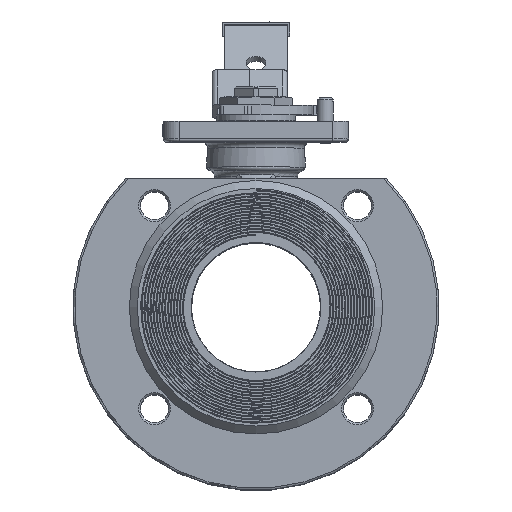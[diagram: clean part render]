
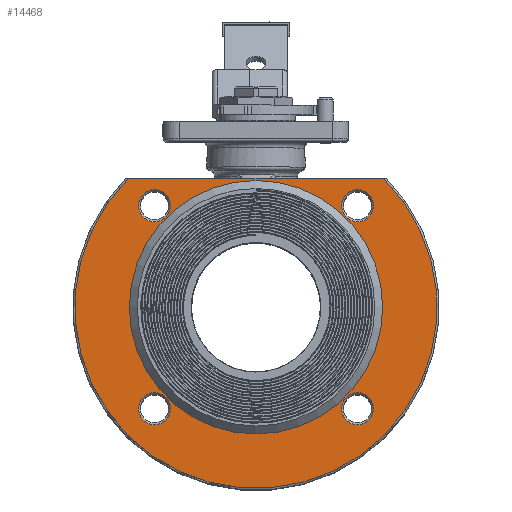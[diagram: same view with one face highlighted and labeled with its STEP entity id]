
A CAD part, top view. The second image highlights one B-rep face of the part: STEP entity #14468.
In plain terms, the highlighted planar face has unit normal (0, 0, 1).
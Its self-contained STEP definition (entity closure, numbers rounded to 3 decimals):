
#248=CIRCLE('',#15417,64.);
#249=CIRCLE('',#15418,91.5);
#250=CIRCLE('',#15419,8.1);
#251=CIRCLE('',#15420,8.1);
#252=CIRCLE('',#15421,8.1);
#253=CIRCLE('',#15422,8.1);
#1200=LINE('',#44534,#2448);
#2448=VECTOR('',#17312,1000.);
#4936=ORIENTED_EDGE('',*,*,#8521,.F.);
#4937=ORIENTED_EDGE('',*,*,#8497,.F.);
#4938=ORIENTED_EDGE('',*,*,#8522,.T.);
#4939=ORIENTED_EDGE('',*,*,#8523,.T.);
#4940=ORIENTED_EDGE('',*,*,#8524,.T.);
#4941=ORIENTED_EDGE('',*,*,#8525,.T.);
#4942=ORIENTED_EDGE('',*,*,#8526,.T.);
#8497=EDGE_CURVE('',#10303,#10304,#1200,.T.);
#8521=EDGE_CURVE('',#10322,#10322,#248,.T.);
#8522=EDGE_CURVE('',#10303,#10304,#249,.T.);
#8523=EDGE_CURVE('',#10323,#10323,#250,.T.);
#8524=EDGE_CURVE('',#10324,#10324,#251,.T.);
#8525=EDGE_CURVE('',#10325,#10325,#252,.T.);
#8526=EDGE_CURVE('',#10326,#10326,#253,.T.);
#10303=VERTEX_POINT('',#44533);
#10304=VERTEX_POINT('',#44535);
#10322=VERTEX_POINT('',#44601);
#10323=VERTEX_POINT('',#44604);
#10324=VERTEX_POINT('',#44606);
#10325=VERTEX_POINT('',#44608);
#10326=VERTEX_POINT('',#44610);
#12000=EDGE_LOOP('',(#4936));
#12001=EDGE_LOOP('',(#4937,#4938));
#12002=EDGE_LOOP('',(#4939));
#12003=EDGE_LOOP('',(#4940));
#12004=EDGE_LOOP('',(#4941));
#12005=EDGE_LOOP('',(#4942));
#13021=FACE_BOUND('',#12000,.T.);
#13022=FACE_BOUND('',#12001,.T.);
#13023=FACE_BOUND('',#12002,.T.);
#13024=FACE_BOUND('',#12003,.T.);
#13025=FACE_BOUND('',#12004,.T.);
#13026=FACE_BOUND('',#12005,.T.);
#13839=PLANE('',#15416);
#14468=ADVANCED_FACE('',(#13021,#13022,#13023,#13024,#13025,#13026),#13839,
 .T.);
#15416=AXIS2_PLACEMENT_3D('',#44599,#17350,#17351);
#15417=AXIS2_PLACEMENT_3D('',#44600,#17352,#17353);
#15418=AXIS2_PLACEMENT_3D('',#44602,#17354,#17355);
#15419=AXIS2_PLACEMENT_3D('',#44603,#17356,#17357);
#15420=AXIS2_PLACEMENT_3D('',#44605,#17358,#17359);
#15421=AXIS2_PLACEMENT_3D('',#44607,#17360,#17361);
#15422=AXIS2_PLACEMENT_3D('',#44609,#17362,#17363);
#17312=DIRECTION('',(1.,0.,0.));
#17350=DIRECTION('',(0.,0.,1.));
#17351=DIRECTION('',(1.,0.,0.));
#17352=DIRECTION('',(0.,0.,1.));
#17353=DIRECTION('',(1.,0.,0.));
#17354=DIRECTION('',(0.,0.,1.));
#17355=DIRECTION('',(1.,0.,0.));
#17356=DIRECTION('',(0.,0.,-1.));
#17357=DIRECTION('',(1.,0.,0.));
#17358=DIRECTION('',(0.,0.,-1.));
#17359=DIRECTION('',(1.,0.,0.));
#17360=DIRECTION('',(0.,0.,-1.));
#17361=DIRECTION('',(1.,0.,0.));
#17362=DIRECTION('',(0.,0.,-1.));
#17363=DIRECTION('',(1.,0.,0.));
#44533=CARTESIAN_POINT('',(-64.399,65.,46.));
#44534=CARTESIAN_POINT('',(0.,65.,46.));
#44535=CARTESIAN_POINT('',(64.399,65.,46.));
#44599=CARTESIAN_POINT('',(0.,0.,46.));
#44600=CARTESIAN_POINT('',(0.,0.,46.));
#44601=CARTESIAN_POINT('',(64.,0.,46.));
#44602=CARTESIAN_POINT('',(0.,0.,46.));
#44603=CARTESIAN_POINT('',(-51.265,51.265,46.));
#44604=CARTESIAN_POINT('',(-43.165,51.265,46.));
#44605=CARTESIAN_POINT('',(51.265,51.265,46.));
#44606=CARTESIAN_POINT('',(59.365,51.265,46.));
#44607=CARTESIAN_POINT('',(51.265,-51.265,46.));
#44608=CARTESIAN_POINT('',(59.365,-51.265,46.));
#44609=CARTESIAN_POINT('',(-51.265,-51.265,46.));
#44610=CARTESIAN_POINT('',(-43.165,-51.265,46.));
